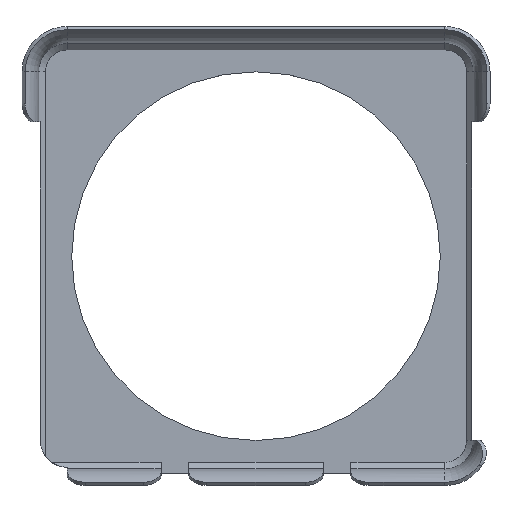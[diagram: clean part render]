
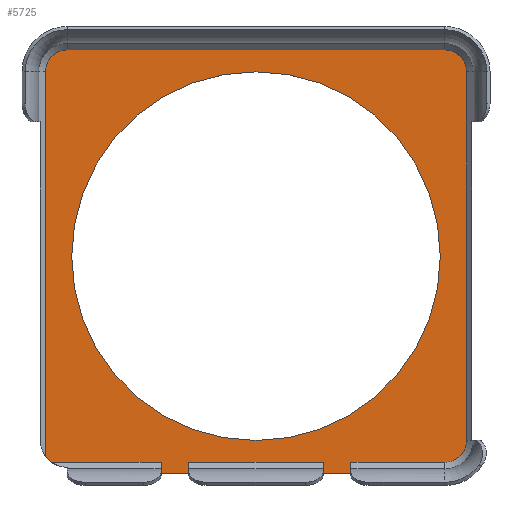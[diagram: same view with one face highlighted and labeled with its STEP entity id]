
A CAD part, top view. The second image highlights one B-rep face of the part: STEP entity #5725.
In plain terms, the highlighted planar face has unit normal (0, 0, 1).
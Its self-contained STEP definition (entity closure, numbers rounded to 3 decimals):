
#49=CIRCLE('',#5903,9.8);
#51=CIRCLE('',#5907,9.8);
#54=CIRCLE('',#5913,12.);
#55=CIRCLE('',#5914,9.8);
#56=CIRCLE('',#5915,82.5);
#122=FACE_BOUND('',#1153,.T.);
#825=FACE_OUTER_BOUND('',#1152,.T.);
#1152=EDGE_LOOP('',(#5011,#5012,#5013,#5014,#5015,#5016,#5017,#5018,#5019,
#5020,#5021,#5022,#5023,#5024,#5025,#5026));
#1153=EDGE_LOOP('',(#5027));
#1257=LINE('',#7370,#1753);
#1265=LINE('',#7386,#1761);
#1613=LINE('',#10828,#2109);
#1619=LINE('',#10843,#2115);
#1623=LINE('',#10856,#2119);
#1631=LINE('',#10883,#2127);
#1632=LINE('',#10884,#2128);
#1633=LINE('',#10886,#2129);
#1634=LINE('',#10888,#2130);
#1635=LINE('',#10889,#2131);
#1636=LINE('',#10891,#2132);
#1637=LINE('',#10893,#2133);
#1753=VECTOR('',#6078,10.);
#1761=VECTOR('',#6086,10.);
#2109=VECTOR('',#6606,10.);
#2115=VECTOR('',#6620,10.);
#2119=VECTOR('',#6632,10.);
#2127=VECTOR('',#6650,10.);
#2128=VECTOR('',#6651,10.);
#2129=VECTOR('',#6652,10.);
#2130=VECTOR('',#6653,10.);
#2131=VECTOR('',#6654,10.);
#2132=VECTOR('',#6655,10.);
#2133=VECTOR('',#6656,10.);
#2259=VERTEX_POINT('',#7367);
#2260=VERTEX_POINT('',#7369);
#2267=VERTEX_POINT('',#7383);
#2268=VERTEX_POINT('',#7385);
#2675=VERTEX_POINT('',#10825);
#2676=VERTEX_POINT('',#10827);
#2678=VERTEX_POINT('',#10833);
#2680=VERTEX_POINT('',#10839);
#2682=VERTEX_POINT('',#10845);
#2686=VERTEX_POINT('',#10855);
#2695=VERTEX_POINT('',#10880);
#2696=VERTEX_POINT('',#10882);
#2697=VERTEX_POINT('',#10885);
#2698=VERTEX_POINT('',#10887);
#2699=VERTEX_POINT('',#10890);
#2700=VERTEX_POINT('',#10892);
#2701=VERTEX_POINT('',#10895);
#2845=EDGE_CURVE('',#2259,#2260,#1257,.T.);
#2853=EDGE_CURVE('',#2267,#2268,#1265,.T.);
#3462=EDGE_CURVE('',#2675,#2676,#1613,.T.);
#3467=EDGE_CURVE('',#2676,#2678,#49,.T.);
#3470=EDGE_CURVE('',#2678,#2680,#1619,.T.);
#3473=EDGE_CURVE('',#2680,#2682,#51,.T.);
#3476=EDGE_CURVE('',#2682,#2686,#1623,.T.);
#3487=EDGE_CURVE('',#2675,#2695,#54,.T.);
#3488=EDGE_CURVE('',#2696,#2695,#1631,.T.);
#3489=EDGE_CURVE('',#2696,#2260,#1632,.T.);
#3490=EDGE_CURVE('',#2697,#2259,#1633,.T.);
#3491=EDGE_CURVE('',#2698,#2697,#1634,.T.);
#3492=EDGE_CURVE('',#2698,#2268,#1635,.T.);
#3493=EDGE_CURVE('',#2699,#2267,#1636,.T.);
#3494=EDGE_CURVE('',#2700,#2699,#1637,.T.);
#3495=EDGE_CURVE('',#2686,#2700,#55,.T.);
#3496=EDGE_CURVE('',#2701,#2701,#56,.T.);
#5011=ORIENTED_EDGE('',*,*,#3476,.F.);
#5012=ORIENTED_EDGE('',*,*,#3473,.F.);
#5013=ORIENTED_EDGE('',*,*,#3470,.F.);
#5014=ORIENTED_EDGE('',*,*,#3467,.F.);
#5015=ORIENTED_EDGE('',*,*,#3462,.F.);
#5016=ORIENTED_EDGE('',*,*,#3487,.T.);
#5017=ORIENTED_EDGE('',*,*,#3488,.F.);
#5018=ORIENTED_EDGE('',*,*,#3489,.T.);
#5019=ORIENTED_EDGE('',*,*,#2845,.F.);
#5020=ORIENTED_EDGE('',*,*,#3490,.F.);
#5021=ORIENTED_EDGE('',*,*,#3491,.F.);
#5022=ORIENTED_EDGE('',*,*,#3492,.T.);
#5023=ORIENTED_EDGE('',*,*,#2853,.F.);
#5024=ORIENTED_EDGE('',*,*,#3493,.F.);
#5025=ORIENTED_EDGE('',*,*,#3494,.F.);
#5026=ORIENTED_EDGE('',*,*,#3495,.F.);
#5027=ORIENTED_EDGE('',*,*,#3496,.T.);
#5451=PLANE('',#5912);
#5725=ADVANCED_FACE('',(#825,#122),#5451,.T.);
#5903=AXIS2_PLACEMENT_3D('',#10837,#6614,#6615);
#5907=AXIS2_PLACEMENT_3D('',#10849,#6626,#6627);
#5912=AXIS2_PLACEMENT_3D('',#10879,#6646,#6647);
#5913=AXIS2_PLACEMENT_3D('',#10881,#6648,#6649);
#5914=AXIS2_PLACEMENT_3D('',#10894,#6657,#6658);
#5915=AXIS2_PLACEMENT_3D('',#10896,#6659,#6660);
#6078=DIRECTION('',(-1.,0.,0.));
#6086=DIRECTION('',(-1.,0.,0.));
#6606=DIRECTION('',(0.,1.,0.));
#6614=DIRECTION('center_axis',(0.,0.,-1.));
#6615=DIRECTION('ref_axis',(-1.,0.,0.));
#6620=DIRECTION('',(1.,0.,0.));
#6626=DIRECTION('center_axis',(0.,0.,-1.));
#6627=DIRECTION('ref_axis',(0.,1.,0.));
#6632=DIRECTION('',(0.,-1.,0.));
#6646=DIRECTION('center_axis',(0.,0.,1.));
#6647=DIRECTION('ref_axis',(1.,0.,0.));
#6648=DIRECTION('center_axis',(0.,0.,1.));
#6649=DIRECTION('ref_axis',(-1.,0.,0.));
#6650=DIRECTION('',(-1.,0.,0.));
#6651=DIRECTION('',(0.,-1.,0.));
#6652=DIRECTION('',(0.,-1.,0.));
#6653=DIRECTION('',(-1.,0.,0.));
#6654=DIRECTION('',(0.,-1.,0.));
#6655=DIRECTION('',(0.,-1.,0.));
#6656=DIRECTION('',(-1.,0.,0.));
#6657=DIRECTION('center_axis',(0.,0.,-1.));
#6658=DIRECTION('ref_axis',(1.,0.,0.));
#6659=DIRECTION('center_axis',(0.,0.,-1.));
#6660=DIRECTION('ref_axis',(1.,0.,0.));
#7367=CARTESIAN_POINT('',(-30.,-97.3,0.));
#7369=CARTESIAN_POINT('',(-42.5,-97.3,0.));
#7370=CARTESIAN_POINT('',(21.,-97.3,0.));
#7383=CARTESIAN_POINT('',(42.5,-97.3,0.));
#7385=CARTESIAN_POINT('',(30.,-97.3,0.));
#7386=CARTESIAN_POINT('',(57.25,-97.3,0.));
#10825=CARTESIAN_POINT('',(-94.3,-89.425,0.));
#10827=CARTESIAN_POINT('',(-94.3,82.5,0.));
#10828=CARTESIAN_POINT('',(-94.3,30.05,0.));
#10833=CARTESIAN_POINT('',(-84.5,92.3,0.));
#10837=CARTESIAN_POINT('Origin',(-84.5,82.5,0.));
#10839=CARTESIAN_POINT('',(84.5,92.3,0.));
#10843=CARTESIAN_POINT('',(-42.25,92.3,0.));
#10845=CARTESIAN_POINT('',(94.3,82.5,0.));
#10849=CARTESIAN_POINT('Origin',(84.5,82.5,0.));
#10855=CARTESIAN_POINT('',(94.3,-82.5,0.));
#10856=CARTESIAN_POINT('',(94.3,41.25,0.));
#10879=CARTESIAN_POINT('Origin',(0.,0.,
0.));
#10880=CARTESIAN_POINT('',(-91.425,-92.3,0.));
#10881=CARTESIAN_POINT('Origin',(-84.5,-82.5,0.));
#10882=CARTESIAN_POINT('',(-42.5,-92.3,0.));
#10883=CARTESIAN_POINT('',(42.25,-92.3,0.));
#10884=CARTESIAN_POINT('',(-42.5,0.,0.));
#10885=CARTESIAN_POINT('',(-30.,-92.3,0.));
#10886=CARTESIAN_POINT('',(-30.,0.,0.));
#10887=CARTESIAN_POINT('',(30.,-92.3,0.));
#10888=CARTESIAN_POINT('',(42.25,-92.3,0.));
#10889=CARTESIAN_POINT('',(30.,0.,0.));
#10890=CARTESIAN_POINT('',(42.5,-92.3,0.));
#10891=CARTESIAN_POINT('',(42.5,0.,0.));
#10892=CARTESIAN_POINT('',(84.5,-92.3,0.));
#10893=CARTESIAN_POINT('',(42.25,-92.3,0.));
#10894=CARTESIAN_POINT('Origin',(84.5,-82.5,0.));
#10895=CARTESIAN_POINT('',(-82.5,0.,0.));
#10896=CARTESIAN_POINT('Origin',(0.,0.,0.));
